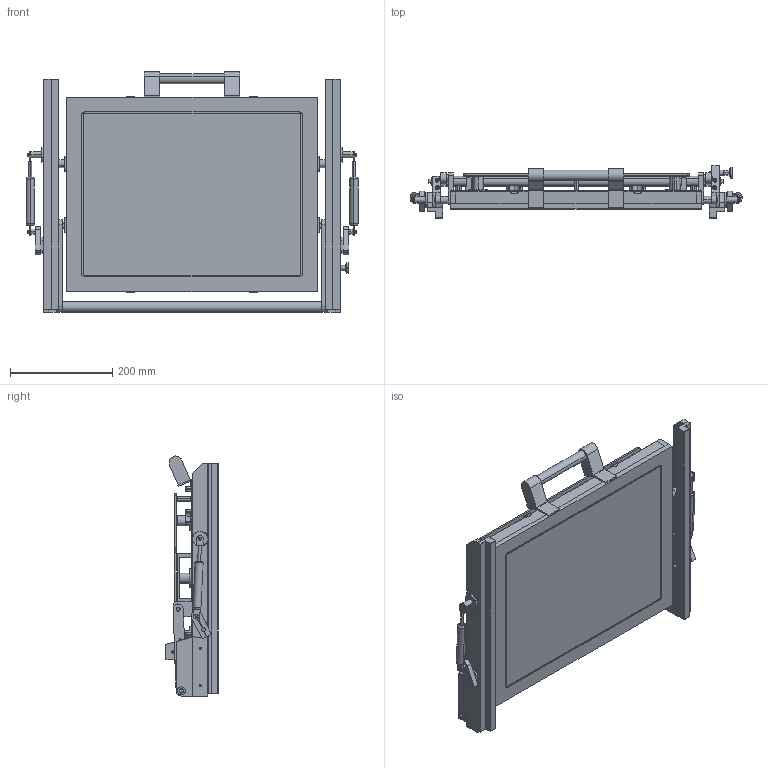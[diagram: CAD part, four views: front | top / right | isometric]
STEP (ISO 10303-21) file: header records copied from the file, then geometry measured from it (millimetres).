
FILE_DESCRIPTION (( 'STEP AP214' ), '1' );
FILE_NAME ('31182~0_defeature.STEP', '2019-08-02T10:34:48', ( '' ), ( '' ), 'SwSTEP 2.0', 'SolidWorks 2018', '' );
FILE_SCHEMA (( 'AUTOMOTIVE_DESIGN' ));
Length unit declared in the file: millimetre
Products named in the file (1): 31182~0_defeature
Bounding box: 648.8 x 102 x 469.09 mm (x, y, z)
Volume: 6285202.3 mm3; surface area: 1448026.4 mm2
Topology: 1 solids, 1 shells, 1186 faces, 3047 edges, 1885 vertices
Faces by surface type: plane 606, cylinder 431, torus 56, cone 52, sphere 36, bspline 5
Entity records: 45813 total; most frequent: CARTESIAN_POINT 6595, DIRECTION 6518, ORIENTED_EDGE 6038, EDGE_CURVE 3019, AXIS2_PLACEMENT_3D 2370, VERTEX_POINT 1885, LINE 1778, VECTOR 1778
